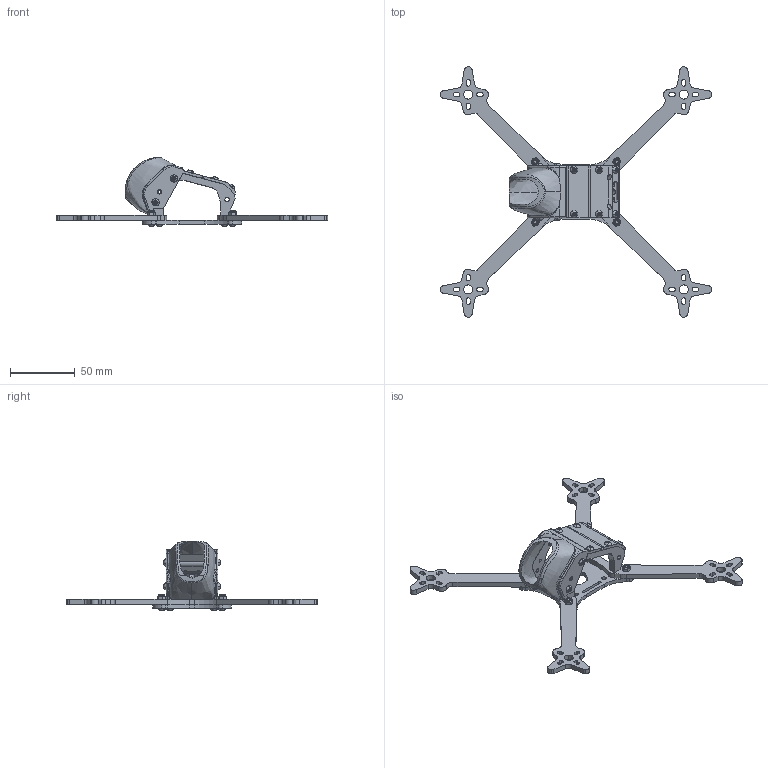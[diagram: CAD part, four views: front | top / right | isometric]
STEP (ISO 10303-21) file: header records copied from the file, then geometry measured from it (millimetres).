
FILE_DESCRIPTION (( 'STEP AP214' ), '1' );
FILE_NAME ('opendillo.step', '2018-05-28T09:51:56', ( 'AuE Kassel' ), ( 'AuE Kassel GmbH' ), 'SwSTEP 2.0', 'SolidWorks 2018', '' );
FILE_SCHEMA (( 'AUTOMOTIVE_DESIGN' ));
Length unit declared in the file: millimetre
Products named in the file (10): base; arm_Double; bracket_Left (Flat); ISO7380_M3x10^opendillo; ISO7380_M3x6^opendillo; antennamount_TBS SMA; bracket_Right (Flat); canopy; DIN985-M3^opendillo; opendillo
Assembly tree (29 placements, depth 2):
  opendillo
    DIN985-M3^opendillo  x4
    ISO7380_M3x6^opendillo  x10
    ISO7380_M3x10^opendillo  x8
    base
    arm_Double  x2
    bracket_Left (Flat)
    bracket_Right (Flat)
    canopy
    antennamount_TBS SMA
Bounding box: 208.96 x 192.96 x 53.15 mm (x, y, z)
Volume: 58571.2 mm3; surface area: 47748.8 mm2
Topology: 29 solids, 29 shells, 1144 faces, 2797 edges, 1713 vertices
Faces by surface type: plane 401, cylinder 351, cone 240, sphere 72, torus 52, bspline 28
Entity records: 25677 total; most frequent: CARTESIAN_POINT 10952, ORIENTED_EDGE 2830, DIRECTION 2781, EDGE_CURVE 1415, AXIS2_PLACEMENT_3D 1046, VERTEX_POINT 921, VECTOR 689, LINE 689
